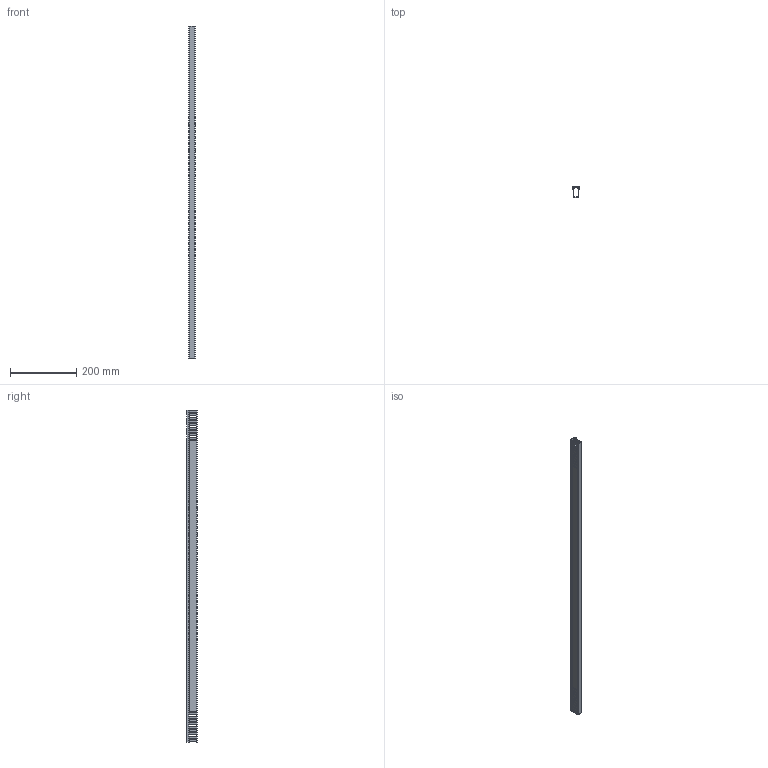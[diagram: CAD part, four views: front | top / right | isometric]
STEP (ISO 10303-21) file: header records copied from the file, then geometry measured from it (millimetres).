
FILE_DESCRIPTION (( 'STEP AP214' ), '1' );
FILE_NAME ('6178003.STEP', '2025-04-07T09:23:27', ( '' ), ( '' ), 'SwSTEP 2.0', 'SolidWorks 2024', '' );
FILE_SCHEMA (( 'AUTOMOTIVE_DESIGN' ));
Length unit declared in the file: millimetre
Products named in the file (3): 6178003; BKS 05.004-066; BKS 05.002-026
Assembly tree (2 placements, depth 2):
  6178003
    BKS 05.004-066
    BKS 05.002-026
Bounding box: 20.2 x 32.5 x 1000 mm (x, y, z)
Volume: 148213 mm3; surface area: 245080.8 mm2
Topology: 2 solids, 2 shells, 1373 faces, 4031 edges, 2662 vertices
Faces by surface type: cylinder 695, plane 678
Entity records: 46163 total; most frequent: CARTESIAN_POINT 8371, DIRECTION 8101, ORIENTED_EDGE 8062, EDGE_CURVE 4031, AXIS2_PLACEMENT_3D 2768, VERTEX_POINT 2662, LINE 2565, VECTOR 2565
